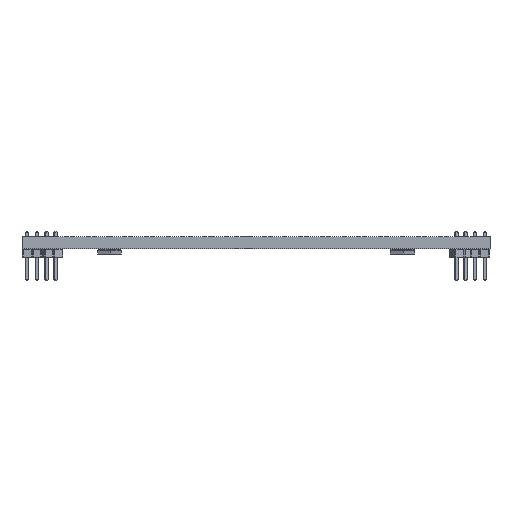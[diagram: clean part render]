
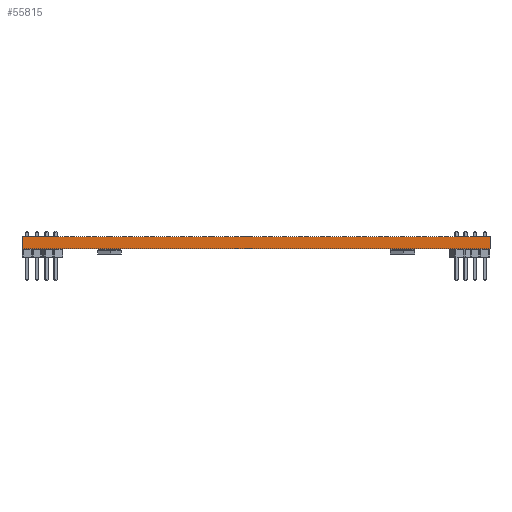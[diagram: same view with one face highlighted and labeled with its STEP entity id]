
A CAD part, front view. The second image highlights one B-rep face of the part: STEP entity #55815.
In plain terms, the highlighted planar face has unit normal (0, -1, 0).
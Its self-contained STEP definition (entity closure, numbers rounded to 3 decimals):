
#8284 = PLANE('',#8285);
#8285 = AXIS2_PLACEMENT_3D('',#8286,#8287,#8288);
#8286 = CARTESIAN_POINT('',(54.95,-54.95,1.58));
#8287 = DIRECTION('',(-0.,-0.,-1.));
#8288 = DIRECTION('',(-1.,0.,0.));
#8338 = PLANE('',#8339);
#8339 = AXIS2_PLACEMENT_3D('',#8340,#8341,#8342);
#8340 = CARTESIAN_POINT('',(54.95,-54.95,0.));
#8341 = DIRECTION('',(-0.,-0.,-1.));
#8342 = DIRECTION('',(-1.,0.,0.));
#10547 = VERTEX_POINT('',#10548);
#10548 = CARTESIAN_POINT('',(84.9,-84.9,0.));
#10562 = PLANE('',#10563);
#10563 = AXIS2_PLACEMENT_3D('',#10564,#10565,#10566);
#10564 = CARTESIAN_POINT('',(84.9,-66.2,0.));
#10565 = DIRECTION('',(1.,0.,-0.));
#10566 = DIRECTION('',(0.,-1.,0.));
#10574 = EDGE_CURVE('',#10547,#10575,#10577,.T.);
#10575 = VERTEX_POINT('',#10576);
#10576 = CARTESIAN_POINT('',(25.,-84.9,0.));
#10577 = SURFACE_CURVE('',#10578,(#10582,#10589),.PCURVE_S1.);
#10578 = LINE('',#10579,#10580);
#10579 = CARTESIAN_POINT('',(84.9,-84.9,0.));
#10580 = VECTOR('',#10581,1.);
#10581 = DIRECTION('',(-1.,0.,0.));
#10582 = PCURVE('',#8338,#10583);
#10583 = DEFINITIONAL_REPRESENTATION('',(#10584),#10588);
#10584 = LINE('',#10585,#10586);
#10585 = CARTESIAN_POINT('',(-29.95,-29.95));
#10586 = VECTOR('',#10587,1.);
#10587 = DIRECTION('',(1.,0.));
#10588 = ( GEOMETRIC_REPRESENTATION_CONTEXT(2) 
PARAMETRIC_REPRESENTATION_CONTEXT() REPRESENTATION_CONTEXT('2D SPACE',''
  ) );
#10589 = PCURVE('',#10590,#10595);
#10590 = PLANE('',#10591);
#10591 = AXIS2_PLACEMENT_3D('',#10592,#10593,#10594);
#10592 = CARTESIAN_POINT('',(84.9,-84.9,0.));
#10593 = DIRECTION('',(0.,-1.,0.));
#10594 = DIRECTION('',(-1.,0.,0.));
#10595 = DEFINITIONAL_REPRESENTATION('',(#10596),#10600);
#10596 = LINE('',#10597,#10598);
#10597 = CARTESIAN_POINT('',(0.,-0.));
#10598 = VECTOR('',#10599,1.);
#10599 = DIRECTION('',(1.,0.));
#10600 = ( GEOMETRIC_REPRESENTATION_CONTEXT(2) 
PARAMETRIC_REPRESENTATION_CONTEXT() REPRESENTATION_CONTEXT('2D SPACE',''
  ) );
#10618 = PLANE('',#10619);
#10619 = AXIS2_PLACEMENT_3D('',#10620,#10621,#10622);
#10620 = CARTESIAN_POINT('',(25.,-84.9,0.));
#10621 = DIRECTION('',(-1.,0.,0.));
#10622 = DIRECTION('',(0.,1.,0.));
#33575 = VERTEX_POINT('',#33576);
#33576 = CARTESIAN_POINT('',(84.9,-84.9,1.58));
#33597 = EDGE_CURVE('',#33575,#33598,#33600,.T.);
#33598 = VERTEX_POINT('',#33599);
#33599 = CARTESIAN_POINT('',(25.,-84.9,1.58));
#33600 = SURFACE_CURVE('',#33601,(#33605,#33612),.PCURVE_S1.);
#33601 = LINE('',#33602,#33603);
#33602 = CARTESIAN_POINT('',(84.9,-84.9,1.58));
#33603 = VECTOR('',#33604,1.);
#33604 = DIRECTION('',(-1.,0.,0.));
#33605 = PCURVE('',#8284,#33606);
#33606 = DEFINITIONAL_REPRESENTATION('',(#33607),#33611);
#33607 = LINE('',#33608,#33609);
#33608 = CARTESIAN_POINT('',(-29.95,-29.95));
#33609 = VECTOR('',#33610,1.);
#33610 = DIRECTION('',(1.,0.));
#33611 = ( GEOMETRIC_REPRESENTATION_CONTEXT(2) 
PARAMETRIC_REPRESENTATION_CONTEXT() REPRESENTATION_CONTEXT('2D SPACE',''
  ) );
#33612 = PCURVE('',#10590,#33613);
#33613 = DEFINITIONAL_REPRESENTATION('',(#33614),#33618);
#33614 = LINE('',#33615,#33616);
#33615 = CARTESIAN_POINT('',(0.,-1.58));
#33616 = VECTOR('',#33617,1.);
#33617 = DIRECTION('',(1.,0.));
#33618 = ( GEOMETRIC_REPRESENTATION_CONTEXT(2) 
PARAMETRIC_REPRESENTATION_CONTEXT() REPRESENTATION_CONTEXT('2D SPACE',''
  ) );
#55767 = EDGE_CURVE('',#10547,#33575,#55768,.T.);
#55768 = SURFACE_CURVE('',#55769,(#55773,#55780),.PCURVE_S1.);
#55769 = LINE('',#55770,#55771);
#55770 = CARTESIAN_POINT('',(84.9,-84.9,0.));
#55771 = VECTOR('',#55772,1.);
#55772 = DIRECTION('',(0.,0.,1.));
#55773 = PCURVE('',#10562,#55774);
#55774 = DEFINITIONAL_REPRESENTATION('',(#55775),#55779);
#55775 = LINE('',#55776,#55777);
#55776 = CARTESIAN_POINT('',(18.7,0.));
#55777 = VECTOR('',#55778,1.);
#55778 = DIRECTION('',(0.,-1.));
#55779 = ( GEOMETRIC_REPRESENTATION_CONTEXT(2) 
PARAMETRIC_REPRESENTATION_CONTEXT() REPRESENTATION_CONTEXT('2D SPACE',''
  ) );
#55780 = PCURVE('',#10590,#55781);
#55781 = DEFINITIONAL_REPRESENTATION('',(#55782),#55786);
#55782 = LINE('',#55783,#55784);
#55783 = CARTESIAN_POINT('',(0.,-0.));
#55784 = VECTOR('',#55785,1.);
#55785 = DIRECTION('',(0.,-1.));
#55786 = ( GEOMETRIC_REPRESENTATION_CONTEXT(2) 
PARAMETRIC_REPRESENTATION_CONTEXT() REPRESENTATION_CONTEXT('2D SPACE',''
  ) );
#55815 = ADVANCED_FACE('',(#55816),#10590,.T.);
#55816 = FACE_BOUND('',#55817,.T.);
#55817 = EDGE_LOOP('',(#55818,#55819,#55820,#55841));
#55818 = ORIENTED_EDGE('',*,*,#55767,.T.);
#55819 = ORIENTED_EDGE('',*,*,#33597,.T.);
#55820 = ORIENTED_EDGE('',*,*,#55821,.F.);
#55821 = EDGE_CURVE('',#10575,#33598,#55822,.T.);
#55822 = SURFACE_CURVE('',#55823,(#55827,#55834),.PCURVE_S1.);
#55823 = LINE('',#55824,#55825);
#55824 = CARTESIAN_POINT('',(25.,-84.9,0.));
#55825 = VECTOR('',#55826,1.);
#55826 = DIRECTION('',(0.,0.,1.));
#55827 = PCURVE('',#10590,#55828);
#55828 = DEFINITIONAL_REPRESENTATION('',(#55829),#55833);
#55829 = LINE('',#55830,#55831);
#55830 = CARTESIAN_POINT('',(59.9,0.));
#55831 = VECTOR('',#55832,1.);
#55832 = DIRECTION('',(0.,-1.));
#55833 = ( GEOMETRIC_REPRESENTATION_CONTEXT(2) 
PARAMETRIC_REPRESENTATION_CONTEXT() REPRESENTATION_CONTEXT('2D SPACE',''
  ) );
#55834 = PCURVE('',#10618,#55835);
#55835 = DEFINITIONAL_REPRESENTATION('',(#55836),#55840);
#55836 = LINE('',#55837,#55838);
#55837 = CARTESIAN_POINT('',(0.,0.));
#55838 = VECTOR('',#55839,1.);
#55839 = DIRECTION('',(0.,-1.));
#55840 = ( GEOMETRIC_REPRESENTATION_CONTEXT(2) 
PARAMETRIC_REPRESENTATION_CONTEXT() REPRESENTATION_CONTEXT('2D SPACE',''
  ) );
#55841 = ORIENTED_EDGE('',*,*,#10574,.F.);
